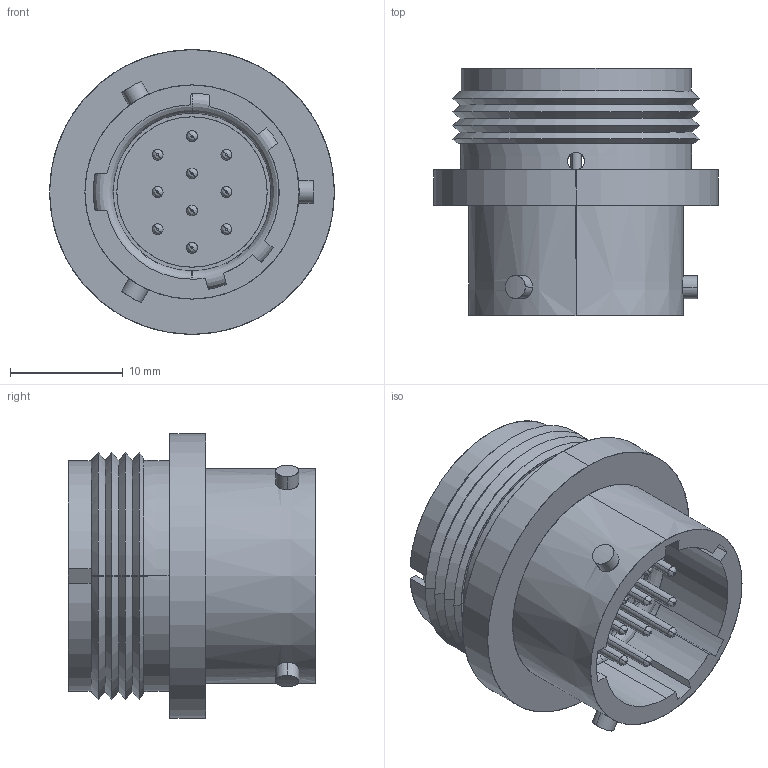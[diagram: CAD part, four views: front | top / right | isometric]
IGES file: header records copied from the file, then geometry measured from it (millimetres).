
Start section: SolidWorks IGES file using analytic representation for surfaces
Global section: file name: 16002-02-W.IGS; native system: SolidWorks 2012; preprocessor: SolidWorks 2012; author: Obadiah Bucchieri; date: 140211.081819; units: inch
Bounding box: 25.27 x 21.97 x 25.27 mm (x, y, z)
Surface area: 5410.1 mm2 (no closed solid volume)
Topology: 0 solids, 0 shells, 225 faces, 2696 edges, 2696 vertices
Faces by surface type: revolution 117, bspline 108
